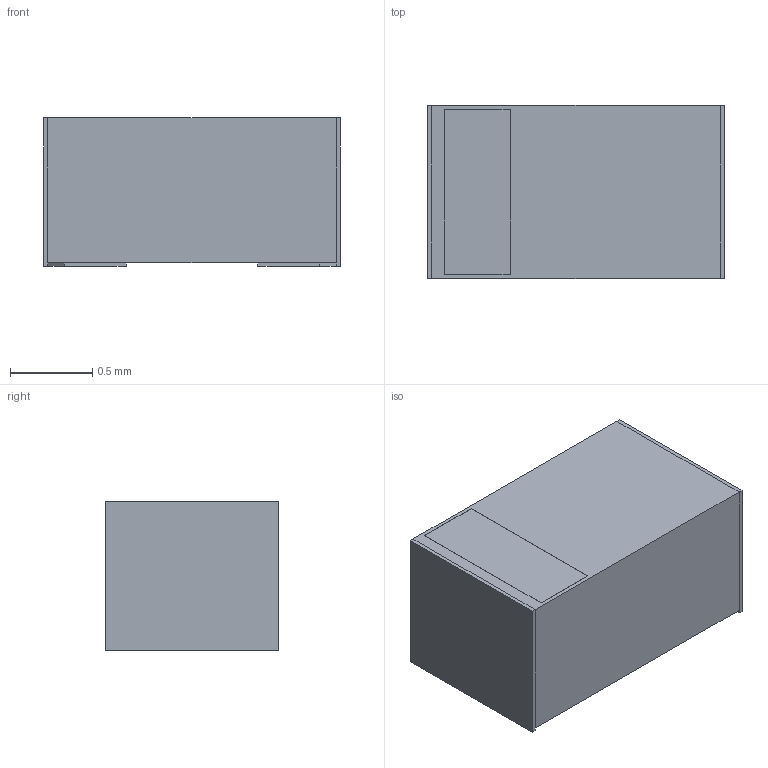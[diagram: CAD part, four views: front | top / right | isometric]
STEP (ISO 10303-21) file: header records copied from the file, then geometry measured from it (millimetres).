
FILE_DESCRIPTION(('FreeCAD Model'),'2;1');
FILE_NAME('TantalC_SizeM-1608mm_H0.9mm.step', '2017-06-08T16:48:39',('kicad StepUp'),('ksu MCAD'), 'Open CASCADE STEP processor 6.8','FreeCAD','Unknown');
FILE_SCHEMA(('AUTOMOTIVE_DESIGN_CC2 { 1 2 10303 214 -1 1 5 4 }'));
Length unit declared in the file: millimetre
Products named in the file (1): TantalC_SizeM-1608mm_H0.9mm
Bounding box: 1.8 x 1.05 x 0.9 mm (x, y, z)
Volume: 1.7 mm3; surface area: 8.9 mm2
Topology: 1 solids, 1 shells, 33 faces, 90 edges, 60 vertices
Faces by surface type: plane 33
Entity records: 1269 total; most frequent: CARTESIAN_POINT 184, ORIENTED_EDGE 180, DIRECTION 158, EDGE_CURVE 90, LINE 90, VECTOR 90, VERTEX_POINT 60, AXIS2_PLACEMENT_3D 34
